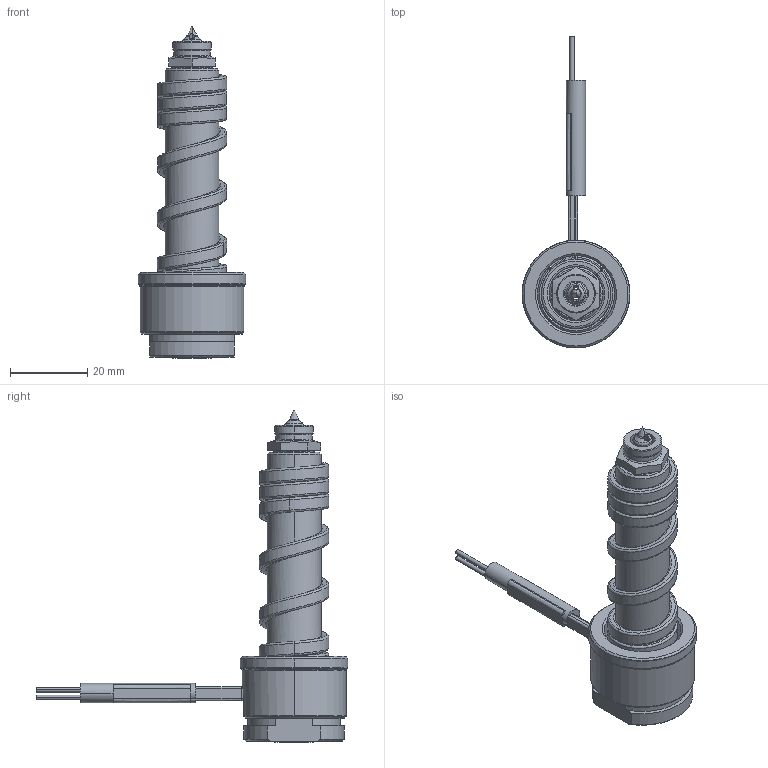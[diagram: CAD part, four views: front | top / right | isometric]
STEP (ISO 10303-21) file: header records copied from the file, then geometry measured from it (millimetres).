
FILE_DESCRIPTION((''),'2;1');
FILE_NAME('ML-86-BKS-N','2014-02-12T',('Íàòàëüÿ'),('IMID'),'PRO/ENGINEER BY PARAMETRIC TECHNOLOGY CORPORATION, 2010480','PRO/ENGINEER BY PARAMETRIC TECHNOLOGY CORPORATION, 2010480','');
FILE_SCHEMA(('CONFIG_CONTROL_DESIGN'));
Length unit declared in the file: millimetre
Products named in the file (1): ML-86-BKS-N
Bounding box: 28 x 81 x 86.2 mm (x, y, z)
Volume: 20744.7 mm3; surface area: 13399 mm2
Topology: 1 solids, 4 shells, 316 faces, 834 edges, 491 vertices
Faces by surface type: cylinder 94, cone 62, bspline 55, plane 53, torus 34, revolution 9, extrusion 7, sphere 2
Entity records: 17370 total; most frequent: CARTESIAN_POINT 9909, ORIENTED_EDGE 1656, DIRECTION 1431, EDGE_CURVE 830, AXIS2_PLACEMENT_3D 571, VERTEX_POINT 491, EDGE_LOOP 337, CIRCLE 325
